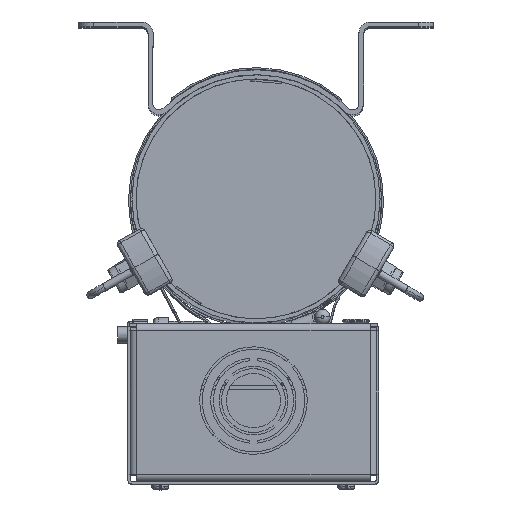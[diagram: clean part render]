
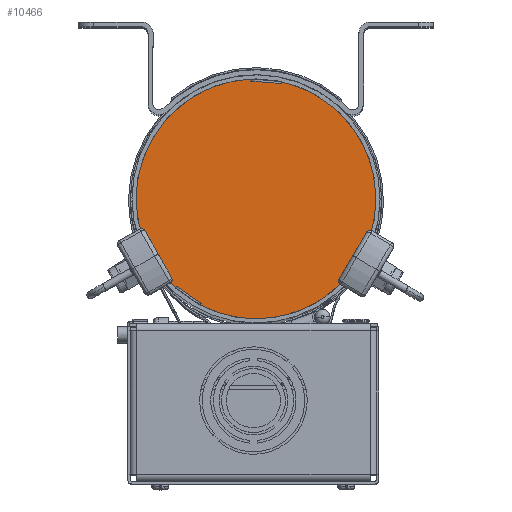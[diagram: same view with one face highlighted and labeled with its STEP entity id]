
A CAD part, top view. The second image highlights one B-rep face of the part: STEP entity #10466.
In plain terms, the highlighted planar face has unit normal (0, 0, 1).
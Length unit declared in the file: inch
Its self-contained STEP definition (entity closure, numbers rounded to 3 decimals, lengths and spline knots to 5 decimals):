
#2051 = AXIS2_PLACEMENT_3D ( 'NONE', #20137, #50848, #24573 ) ;
#2508 = VERTEX_POINT ( 'NONE', #3808 ) ;
#3808 = CARTESIAN_POINT ( 'NONE',  ( 1.07574, -1.60842, 18.7177 ) ) ;
#4178 = AXIS2_PLACEMENT_3D ( 'NONE', #27166, #32134, #5898 ) ;
#5425 = CARTESIAN_POINT ( 'NONE',  ( -1.07574, 1.60842, 18.7177 ) ) ;
#5898 = DIRECTION ( 'NONE',  ( -0.556, 0.831, 0. ) ) ;
#8295 = AXIS2_PLACEMENT_3D ( 'NONE', #43094, #16780, #47506 ) ;
#10415 = ORIENTED_EDGE ( 'NONE', *, *, #12157, .T. ) ;
#10466 = ADVANCED_FACE ( 'NONE', ( #45610 ), #27725, .T. ) ;
#12157 = EDGE_CURVE ( 'NONE', #2508, #44077, #16561, .T. ) ;
#16561 = CIRCLE ( 'NONE', #8295, 1.935 ) ;
#16780 = DIRECTION ( 'NONE',  ( 0., 0., 1. ) ) ;
#20137 = CARTESIAN_POINT ( 'NONE',  ( 0., 0., 18.7177 ) ) ;
#24573 = DIRECTION ( 'NONE',  ( -0.556, 0.831, 0. ) ) ;
#27166 = CARTESIAN_POINT ( 'NONE',  ( 0., 0., 18.7177 ) ) ;
#27227 = ORIENTED_EDGE ( 'NONE', *, *, #32673, .T. ) ;
#27725 = PLANE ( 'NONE',  #4178 ) ;
#32134 = DIRECTION ( 'NONE',  ( 0., 0., 1. ) ) ;
#32673 = EDGE_CURVE ( 'NONE', #44077, #2508, #40464, .T. ) ;
#40464 = CIRCLE ( 'NONE', #2051, 1.935 ) ;
#42098 = EDGE_LOOP ( 'NONE', ( #27227, #10415 ) ) ;
#43094 = CARTESIAN_POINT ( 'NONE',  ( 0., 0., 18.7177 ) ) ;
#44077 = VERTEX_POINT ( 'NONE', #5425 ) ;
#45610 = FACE_OUTER_BOUND ( 'NONE', #42098, .T. ) ;
#47506 = DIRECTION ( 'NONE',  ( -0.556, 0.831, 0. ) ) ;
#50848 = DIRECTION ( 'NONE',  ( 0., 0., 1. ) ) ;
